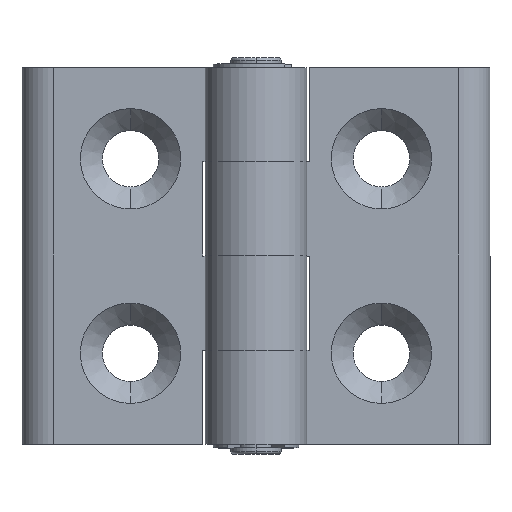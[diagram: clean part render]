
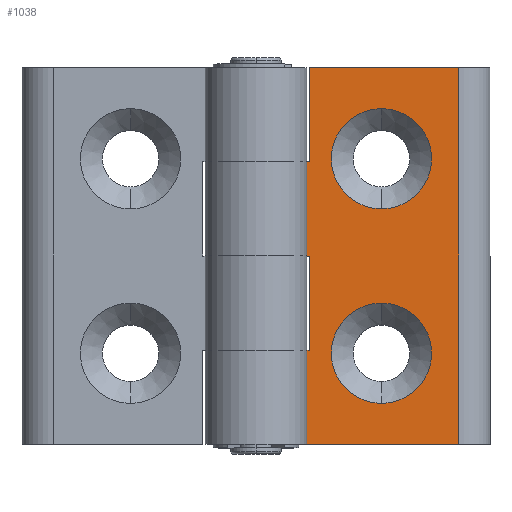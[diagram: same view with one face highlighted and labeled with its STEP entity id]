
A CAD part, top view. The second image highlights one B-rep face of the part: STEP entity #1038.
In plain terms, the highlighted planar face has unit normal (0, 0, 1).
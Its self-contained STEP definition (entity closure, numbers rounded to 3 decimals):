
#13 = CIRCLE ( 'NONE', #2334, 4. ) ;
#28 = EDGE_CURVE ( 'NONE', #734, #295, #893, .T. ) ;
#43 = VECTOR ( 'NONE', #1109, 1000. ) ;
#66 = ORIENTED_EDGE ( 'NONE', *, *, #218, .T. ) ;
#88 = DIRECTION ( 'NONE',  ( 0., -1., 0. ) ) ;
#123 = EDGE_CURVE ( 'NONE', #2160, #2265, #1177, .T. ) ;
#135 = AXIS2_PLACEMENT_3D ( 'NONE', #2719, #739, #88 ) ;
#136 = EDGE_CURVE ( 'NONE', #1967, #2265, #2926, .T. ) ;
#137 = DIRECTION ( 'NONE',  ( 0., -1., 0. ) ) ;
#218 = EDGE_CURVE ( 'NONE', #625, #3124, #1858, .T. ) ;
#222 = EDGE_CURVE ( 'NONE', #2291, #2160, #3123, .T. ) ;
#251 = EDGE_CURVE ( 'NONE', #2898, #2291, #1708, .T. ) ;
#267 = ORIENTED_EDGE ( 'NONE', *, *, #1576, .T. ) ;
#270 = ORIENTED_EDGE ( 'NONE', *, *, #932, .T. ) ;
#295 = VERTEX_POINT ( 'NONE', #2023 ) ;
#328 = DIRECTION ( 'NONE',  ( 1., 0., 0. ) ) ;
#336 = ORIENTED_EDGE ( 'NONE', *, *, #1863, .T. ) ;
#409 = VECTOR ( 'NONE', #3120, 1000. ) ;
#418 = DIRECTION ( 'NONE',  ( 0., 0., -1. ) ) ;
#424 = FACE_BOUND ( 'NONE', #1973, .T. ) ;
#444 = EDGE_CURVE ( 'NONE', #3174, #1004, #2032, .T. ) ;
#452 = CARTESIAN_POINT ( 'NONE',  ( -7.3, 7.5, 1.9 ) ) ;
#459 = CIRCLE ( 'NONE', #1212, 4. ) ;
#496 = VECTOR ( 'NONE', #1271, 1000. ) ;
#586 = ORIENTED_EDGE ( 'NONE', *, *, #444, .F. ) ;
#607 = ORIENTED_EDGE ( 'NONE', *, *, #1744, .T. ) ;
#625 = VERTEX_POINT ( 'NONE', #1360 ) ;
#627 = CARTESIAN_POINT ( 'NONE',  ( -1.35, -7.75, 1.9 ) ) ;
#632 = CARTESIAN_POINT ( 'NONE',  ( 0., 0., 1.9 ) ) ;
#674 = VECTOR ( 'NONE', #137, 1000. ) ;
#713 = CARTESIAN_POINT ( 'NONE',  ( -1.35, -3.75, 1.9 ) ) ;
#734 = VERTEX_POINT ( 'NONE', #1222 ) ;
#739 = DIRECTION ( 'NONE',  ( 0., 0., 1. ) ) ;
#759 = ORIENTED_EDGE ( 'NONE', *, *, #28, .F. ) ;
#801 = CARTESIAN_POINT ( 'NONE',  ( -1.35, 11.75, 1.9 ) ) ;
#858 = ORIENTED_EDGE ( 'NONE', *, *, #222, .T. ) ;
#864 = CARTESIAN_POINT ( 'NONE',  ( -7.3, 15., 1.9 ) ) ;
#893 = LINE ( 'NONE', #1085, #2742 ) ;
#920 = CARTESIAN_POINT ( 'NONE',  ( -1.35, 7.75, 1.9 ) ) ;
#922 = CARTESIAN_POINT ( 'NONE',  ( 4.8, -15., 1.9 ) ) ;
#932 = EDGE_CURVE ( 'NONE', #1135, #2898, #2027, .T. ) ;
#938 = EDGE_CURVE ( 'NONE', #1189, #1539, #13, .T. ) ;
#999 = VECTOR ( 'NONE', #328, 1000. ) ;
#1004 = VERTEX_POINT ( 'NONE', #1103 ) ;
#1038 = ADVANCED_FACE ( 'NONE', ( #1144, #2975, #424 ), #1618, .T. ) ;
#1050 = CARTESIAN_POINT ( 'NONE',  ( -7.1, 0., 1.9 ) ) ;
#1085 = CARTESIAN_POINT ( 'NONE',  ( 0., -7.5, 1.9 ) ) ;
#1103 = CARTESIAN_POINT ( 'NONE',  ( -1.35, 3.75, 1.9 ) ) ;
#1109 = DIRECTION ( 'NONE',  ( 0., -1., 0. ) ) ;
#1123 = AXIS2_PLACEMENT_3D ( 'NONE', #920, #2687, #1187 ) ;
#1126 = DIRECTION ( 'NONE',  ( 0., 1., 0. ) ) ;
#1135 = VERTEX_POINT ( 'NONE', #3058 ) ;
#1137 = DIRECTION ( 'NONE',  ( 1., 0., 0. ) ) ;
#1144 = FACE_BOUND ( 'NONE', #2508, .T. ) ;
#1148 = AXIS2_PLACEMENT_3D ( 'NONE', #632, #2616, #1137 ) ;
#1177 = LINE ( 'NONE', #1050, #2356 ) ;
#1187 = DIRECTION ( 'NONE',  ( 0., -1., 0. ) ) ;
#1189 = VERTEX_POINT ( 'NONE', #2330 ) ;
#1212 = AXIS2_PLACEMENT_3D ( 'NONE', #627, #418, #2138 ) ;
#1222 = CARTESIAN_POINT ( 'NONE',  ( -7.3, -7.5, 1.9 ) ) ;
#1271 = DIRECTION ( 'NONE',  ( -1., 0., 0. ) ) ;
#1285 = CARTESIAN_POINT ( 'NONE',  ( -7.1, 0., 1.9 ) ) ;
#1330 = LINE ( 'NONE', #1587, #674 ) ;
#1360 = CARTESIAN_POINT ( 'NONE',  ( -7.3, 0., 1.9 ) ) ;
#1364 = DIRECTION ( 'NONE',  ( 0., 0., -1. ) ) ;
#1439 = CIRCLE ( 'NONE', #1123, 4. ) ;
#1501 = CARTESIAN_POINT ( 'NONE',  ( -7.1, 0., 1.9 ) ) ;
#1539 = VERTEX_POINT ( 'NONE', #713 ) ;
#1548 = DIRECTION ( 'NONE',  ( 1., 0., 0. ) ) ;
#1576 = EDGE_CURVE ( 'NONE', #3124, #295, #1713, .T. ) ;
#1587 = CARTESIAN_POINT ( 'NONE',  ( -7.3, 15., 1.9 ) ) ;
#1618 = PLANE ( 'NONE',  #1148 ) ;
#1708 = LINE ( 'NONE', #2855, #409 ) ;
#1713 = LINE ( 'NONE', #1285, #2481 ) ;
#1744 = EDGE_CURVE ( 'NONE', #734, #1135, #1330, .T. ) ;
#1764 = CARTESIAN_POINT ( 'NONE',  ( 0., 7.5, 1.9 ) ) ;
#1805 = EDGE_CURVE ( 'NONE', #1967, #625, #3091, .T. ) ;
#1854 = CARTESIAN_POINT ( 'NONE',  ( -7.3, 15., 1.9 ) ) ;
#1858 = LINE ( 'NONE', #2791, #2476 ) ;
#1860 = DIRECTION ( 'NONE',  ( 1., 0., 0. ) ) ;
#1863 = EDGE_CURVE ( 'NONE', #1539, #1189, #459, .T. ) ;
#1962 = EDGE_CURVE ( 'NONE', #1004, #3174, #1439, .T. ) ;
#1967 = VERTEX_POINT ( 'NONE', #452 ) ;
#1973 = EDGE_LOOP ( 'NONE', ( #336, #2981 ) ) ;
#2023 = CARTESIAN_POINT ( 'NONE',  ( -7.1, -7.5, 1.9 ) ) ;
#2027 = LINE ( 'NONE', #3065, #2550 ) ;
#2032 = CIRCLE ( 'NONE', #135, 4. ) ;
#2099 = DIRECTION ( 'NONE',  ( 1., 0., 0. ) ) ;
#2138 = DIRECTION ( 'NONE',  ( 0., 1., 0. ) ) ;
#2160 = VERTEX_POINT ( 'NONE', #3034 ) ;
#2186 = CARTESIAN_POINT ( 'NONE',  ( -7.1, 7.5, 1.9 ) ) ;
#2265 = VERTEX_POINT ( 'NONE', #2186 ) ;
#2291 = VERTEX_POINT ( 'NONE', #2913 ) ;
#2301 = ORIENTED_EDGE ( 'NONE', *, *, #123, .T. ) ;
#2330 = CARTESIAN_POINT ( 'NONE',  ( -1.35, -11.75, 1.9 ) ) ;
#2334 = AXIS2_PLACEMENT_3D ( 'NONE', #2611, #1364, #1126 ) ;
#2356 = VECTOR ( 'NONE', #3039, 1000. ) ;
#2476 = VECTOR ( 'NONE', #2099, 1000. ) ;
#2480 = EDGE_LOOP ( 'NONE', ( #270, #2503, #858, #2301, #3102, #3167, #66, #267, #759, #607 ) ) ;
#2481 = VECTOR ( 'NONE', #3035, 1000. ) ;
#2503 = ORIENTED_EDGE ( 'NONE', *, *, #251, .T. ) ;
#2508 = EDGE_LOOP ( 'NONE', ( #2607, #586 ) ) ;
#2550 = VECTOR ( 'NONE', #1548, 1000. ) ;
#2607 = ORIENTED_EDGE ( 'NONE', *, *, #1962, .F. ) ;
#2611 = CARTESIAN_POINT ( 'NONE',  ( -1.35, -7.75, 1.9 ) ) ;
#2616 = DIRECTION ( 'NONE',  ( 0., 0., 1. ) ) ;
#2687 = DIRECTION ( 'NONE',  ( 0., 0., 1. ) ) ;
#2719 = CARTESIAN_POINT ( 'NONE',  ( -1.35, 7.75, 1.9 ) ) ;
#2742 = VECTOR ( 'NONE', #1860, 1000. ) ;
#2791 = CARTESIAN_POINT ( 'NONE',  ( 0., 0., 1.9 ) ) ;
#2855 = CARTESIAN_POINT ( 'NONE',  ( 4.8, 15., 1.9 ) ) ;
#2898 = VERTEX_POINT ( 'NONE', #922 ) ;
#2913 = CARTESIAN_POINT ( 'NONE',  ( 4.8, 15., 1.9 ) ) ;
#2926 = LINE ( 'NONE', #1764, #999 ) ;
#2975 = FACE_OUTER_BOUND ( 'NONE', #2480, .T. ) ;
#2981 = ORIENTED_EDGE ( 'NONE', *, *, #938, .T. ) ;
#3034 = CARTESIAN_POINT ( 'NONE',  ( -7.1, 15., 1.9 ) ) ;
#3035 = DIRECTION ( 'NONE',  ( 0., -1., 0. ) ) ;
#3039 = DIRECTION ( 'NONE',  ( 0., -1., 0. ) ) ;
#3058 = CARTESIAN_POINT ( 'NONE',  ( -7.3, -15., 1.9 ) ) ;
#3065 = CARTESIAN_POINT ( 'NONE',  ( -7.3, -15., 1.9 ) ) ;
#3091 = LINE ( 'NONE', #1854, #43 ) ;
#3102 = ORIENTED_EDGE ( 'NONE', *, *, #136, .F. ) ;
#3120 = DIRECTION ( 'NONE',  ( 0., 1., 0. ) ) ;
#3123 = LINE ( 'NONE', #864, #496 ) ;
#3124 = VERTEX_POINT ( 'NONE', #1501 ) ;
#3167 = ORIENTED_EDGE ( 'NONE', *, *, #1805, .T. ) ;
#3174 = VERTEX_POINT ( 'NONE', #801 ) ;
